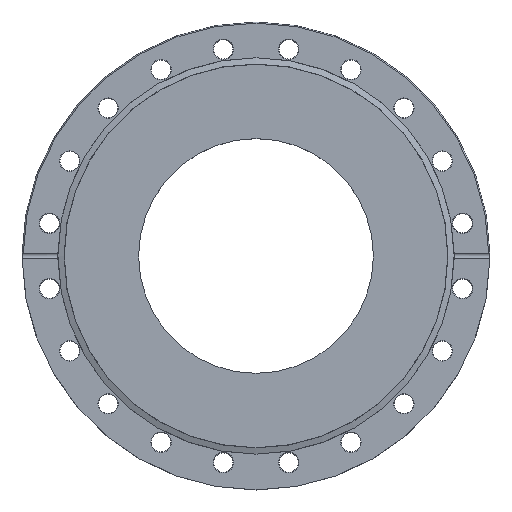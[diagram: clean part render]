
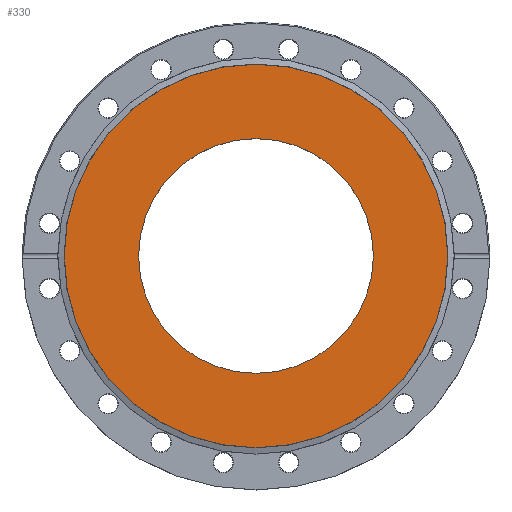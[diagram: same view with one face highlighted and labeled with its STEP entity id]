
A CAD part, top view. The second image highlights one B-rep face of the part: STEP entity #330.
In plain terms, the highlighted planar face has unit normal (0, 0, 1).
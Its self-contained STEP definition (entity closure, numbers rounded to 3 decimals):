
#89 = FACE_BOUND ( 'NONE', #1100, .T. ) ;
#92 = VERTEX_POINT ( 'NONE', #2249 ) ;
#163 = DIRECTION ( 'NONE',  ( 1., 0., 0. ) ) ;
#171 = CIRCLE ( 'NONE', #2093, 82.985 ) ;
#212 = DIRECTION ( 'NONE',  ( 0., 0., -1. ) ) ;
#330 = ADVANCED_FACE ( 'NONE', ( #2482, #89 ), #633, .F. ) ;
#633 = PLANE ( 'NONE',  #2067 ) ;
#735 = ORIENTED_EDGE ( 'NONE', *, *, #2384, .F. ) ;
#764 = ORIENTED_EDGE ( 'NONE', *, *, #2239, .T. ) ;
#833 = DIRECTION ( 'NONE',  ( 0., -1., 0. ) ) ;
#1061 = CARTESIAN_POINT ( 'NONE',  ( 0., 50.8, -1.5 ) ) ;
#1100 = EDGE_LOOP ( 'NONE', ( #764 ) ) ;
#1284 = DIRECTION ( 'NONE',  ( -1., 0., 0. ) ) ;
#1492 = CIRCLE ( 'NONE', #1543, 50.8 ) ;
#1543 = AXIS2_PLACEMENT_3D ( 'NONE', #2589, #2605, #163 ) ;
#2065 = CARTESIAN_POINT ( 'NONE',  ( 0., 0., -1.5 ) ) ;
#2067 = AXIS2_PLACEMENT_3D ( 'NONE', #1061, #2319, #1284 ) ;
#2093 = AXIS2_PLACEMENT_3D ( 'NONE', #2065, #212, #833 ) ;
#2097 = CARTESIAN_POINT ( 'NONE',  ( 50.8, 0., -1.5 ) ) ;
#2191 = VERTEX_POINT ( 'NONE', #2097 ) ;
#2239 = EDGE_CURVE ( 'NONE', #2191, #2191, #1492, .T. ) ;
#2249 = CARTESIAN_POINT ( 'NONE',  ( 0., -82.985, -1.5 ) ) ;
#2319 = DIRECTION ( 'NONE',  ( 0., 0., -1. ) ) ;
#2336 = EDGE_LOOP ( 'NONE', ( #735 ) ) ;
#2384 = EDGE_CURVE ( 'NONE', #92, #92, #171, .T. ) ;
#2482 = FACE_OUTER_BOUND ( 'NONE', #2336, .T. ) ;
#2589 = CARTESIAN_POINT ( 'NONE',  ( 0., 0., -1.5 ) ) ;
#2605 = DIRECTION ( 'NONE',  ( 0., 0., -1. ) ) ;
